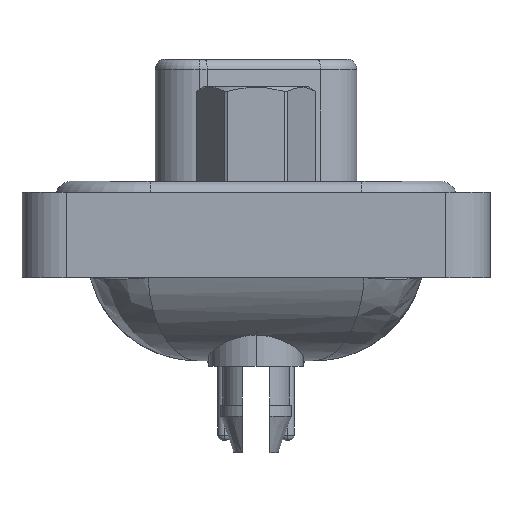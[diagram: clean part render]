
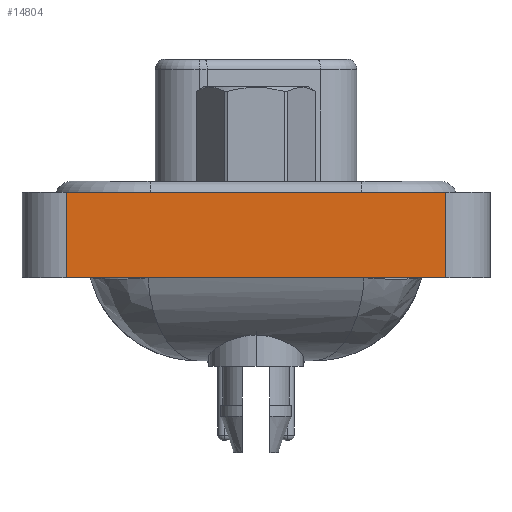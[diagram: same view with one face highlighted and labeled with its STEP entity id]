
A CAD part, left-side view. The second image highlights one B-rep face of the part: STEP entity #14804.
In plain terms, the highlighted planar face has unit normal (-1, 0, 0).
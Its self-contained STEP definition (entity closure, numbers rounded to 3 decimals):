
#181 = ORIENTED_EDGE ( 'NONE', *, *, #15667, .T. ) ;
#1114 = DIRECTION ( 'NONE',  ( 0., 0., 1. ) ) ;
#2294 = CARTESIAN_POINT ( 'NONE',  ( -7.35, 8.55, 0.5 ) ) ;
#3040 = EDGE_CURVE ( 'NONE', #22019, #14430, #13511, .T. ) ;
#4341 = ORIENTED_EDGE ( 'NONE', *, *, #16682, .T. ) ;
#4995 = FACE_OUTER_BOUND ( 'NONE', #19266, .T. ) ;
#5110 = VECTOR ( 'NONE', #5746, 1000. ) ;
#5746 = DIRECTION ( 'NONE',  ( 0., 0., 1. ) ) ;
#7586 = LINE ( 'NONE', #9515, #15712 ) ;
#7816 = LINE ( 'NONE', #22648, #5110 ) ;
#8282 = VERTEX_POINT ( 'NONE', #19985 ) ;
#9427 = ORIENTED_EDGE ( 'NONE', *, *, #3040, .F. ) ;
#9515 = CARTESIAN_POINT ( 'NONE',  ( -7.35, 8.55, -3.35 ) ) ;
#11447 = DIRECTION ( 'NONE',  ( 0., -1., 0. ) ) ;
#12149 = CARTESIAN_POINT ( 'NONE',  ( -7.35, -8.55, -3.35 ) ) ;
#13511 = LINE ( 'NONE', #15192, #18743 ) ;
#13824 = VERTEX_POINT ( 'NONE', #17826 ) ;
#13992 = PLANE ( 'NONE',  #20177 ) ;
#14245 = ORIENTED_EDGE ( 'NONE', *, *, #22966, .F. ) ;
#14430 = VERTEX_POINT ( 'NONE', #17686 ) ;
#14804 = ADVANCED_FACE ( 'NONE', ( #4995 ), #13992, .T. ) ;
#15192 = CARTESIAN_POINT ( 'NONE',  ( -7.35, -8.55, 0.5 ) ) ;
#15667 = EDGE_CURVE ( 'NONE', #13824, #8282, #15911, .T. ) ;
#15712 = VECTOR ( 'NONE', #16938, 1000. ) ;
#15911 = LINE ( 'NONE', #12149, #20193 ) ;
#16682 = EDGE_CURVE ( 'NONE', #8282, #14430, #7816, .T. ) ;
#16938 = DIRECTION ( 'NONE',  ( 0., 0., 1. ) ) ;
#17686 = CARTESIAN_POINT ( 'NONE',  ( -7.35, -8.55, 0.5 ) ) ;
#17743 = DIRECTION ( 'NONE',  ( -1., 0., 0. ) ) ;
#17826 = CARTESIAN_POINT ( 'NONE',  ( -7.35, 8.55, -3.35 ) ) ;
#18743 = VECTOR ( 'NONE', #11447, 1000. ) ;
#19266 = EDGE_LOOP ( 'NONE', ( #4341, #9427, #14245, #181 ) ) ;
#19985 = CARTESIAN_POINT ( 'NONE',  ( -7.35, -8.55, -3.35 ) ) ;
#20177 = AXIS2_PLACEMENT_3D ( 'NONE', #21382, #17743, #1114 ) ;
#20193 = VECTOR ( 'NONE', #23325, 1000. ) ;
#21382 = CARTESIAN_POINT ( 'NONE',  ( -7.35, -8.55, -3.35 ) ) ;
#22019 = VERTEX_POINT ( 'NONE', #2294 ) ;
#22648 = CARTESIAN_POINT ( 'NONE',  ( -7.35, -8.55, -3.35 ) ) ;
#22966 = EDGE_CURVE ( 'NONE', #13824, #22019, #7586, .T. ) ;
#23325 = DIRECTION ( 'NONE',  ( 0., -1., 0. ) ) ;
